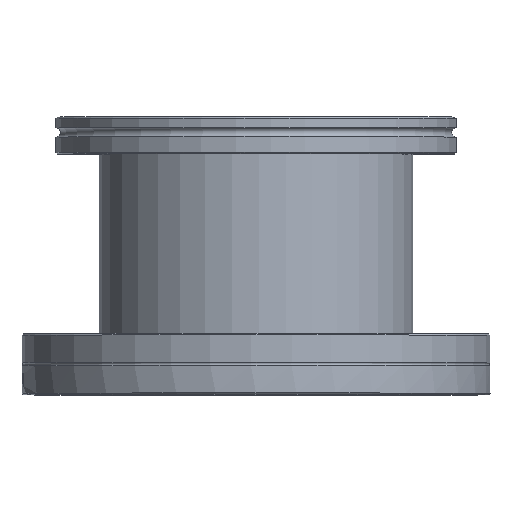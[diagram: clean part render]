
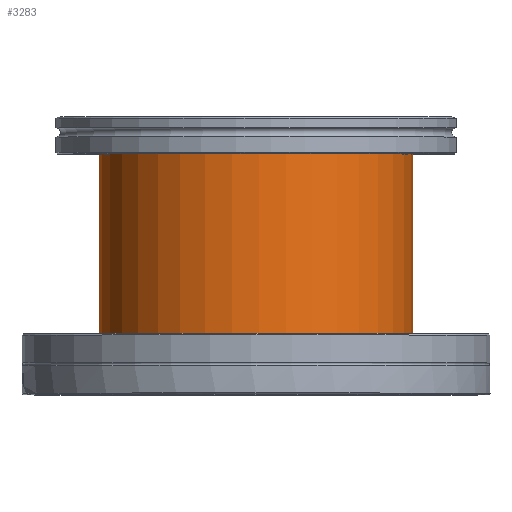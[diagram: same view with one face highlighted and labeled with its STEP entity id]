
A CAD part, top view. The second image highlights one B-rep face of the part: STEP entity #3283.
In plain terms, the highlighted cylindrical face has radius 50.8 mm (diameter 101.6 mm), a full revolution.
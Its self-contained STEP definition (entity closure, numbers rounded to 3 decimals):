
#276=CYLINDRICAL_SURFACE('',#3675,50.8);
#549=FACE_OUTER_BOUND('',#779,.T.);
#779=EDGE_LOOP('',(#3058,#3059,#3060,#3061));
#950=LINE('',#18387,#1117);
#1117=VECTOR('',#4455,50.8);
#1290=CIRCLE('',#3676,50.8);
#1291=CIRCLE('',#3677,50.8);
#1612=VERTEX_POINT('',#18384);
#1613=VERTEX_POINT('',#18386);
#2095=EDGE_CURVE('',#1612,#1612,#1290,.T.);
#2096=EDGE_CURVE('',#1612,#1613,#950,.T.);
#2097=EDGE_CURVE('',#1613,#1613,#1291,.T.);
#3058=ORIENTED_EDGE('',*,*,#2095,.F.);
#3059=ORIENTED_EDGE('',*,*,#2096,.T.);
#3060=ORIENTED_EDGE('',*,*,#2097,.F.);
#3061=ORIENTED_EDGE('',*,*,#2096,.F.);
#3283=ADVANCED_FACE('',(#549),#276,.T.);
#3675=AXIS2_PLACEMENT_3D('',#18383,#4451,#4452);
#3676=AXIS2_PLACEMENT_3D('',#18385,#4453,#4454);
#3677=AXIS2_PLACEMENT_3D('',#18388,#4456,#4457);
#4451=DIRECTION('center_axis',(0.,0.,1.));
#4452=DIRECTION('ref_axis',(-1.,0.,0.));
#4453=DIRECTION('center_axis',(0.,0.,1.));
#4454=DIRECTION('ref_axis',(-1.,0.,0.));
#4455=DIRECTION('',(0.,0.,-1.));
#4456=DIRECTION('center_axis',(0.,0.,-1.));
#4457=DIRECTION('ref_axis',(-1.,0.,0.));
#18383=CARTESIAN_POINT('Origin',(0.,0.,0.));
#18384=CARTESIAN_POINT('',(50.8,0.,72.3));
#18385=CARTESIAN_POINT('Origin',(0.,0.,72.3));
#18386=CARTESIAN_POINT('',(50.8,0.,0.));
#18387=CARTESIAN_POINT('',(50.8,0.,0.));
#18388=CARTESIAN_POINT('Origin',(0.,0.,0.));
